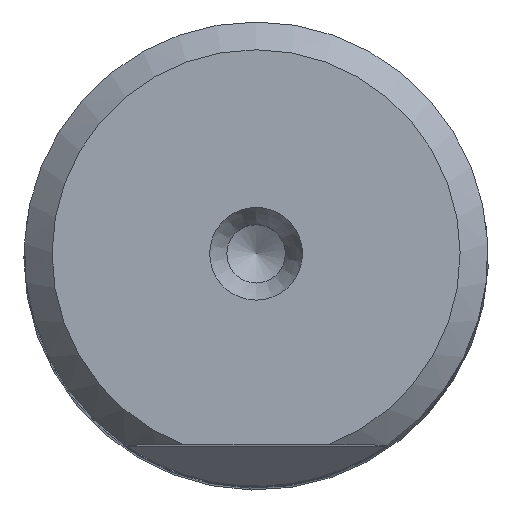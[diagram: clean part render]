
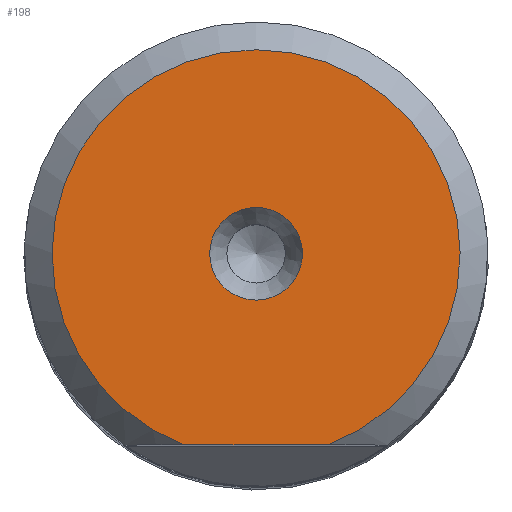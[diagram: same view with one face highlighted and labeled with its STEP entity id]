
A CAD part, top view. The second image highlights one B-rep face of the part: STEP entity #198.
In plain terms, the highlighted planar face has unit normal (0, 0, 1).
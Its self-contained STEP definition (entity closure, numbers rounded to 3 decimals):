
#92=LINE('',#705,#113);
#113=VECTOR('',#577,1.);
#154=FACE_BOUND('',#253,.T.);
#155=FACE_BOUND('',#254,.T.);
#198=ADVANCED_FACE('',(#154,#155),#227,.T.);
#227=PLANE('',#516);
#253=EDGE_LOOP('',(#309));
#254=EDGE_LOOP('',(#310,#311));
#309=ORIENTED_EDGE('',*,*,#436,.T.);
#310=ORIENTED_EDGE('',*,*,#437,.F.);
#311=ORIENTED_EDGE('',*,*,#438,.T.);
#397=VERTEX_POINT('',#704);
#398=VERTEX_POINT('',#706);
#399=VERTEX_POINT('',#707);
#436=EDGE_CURVE('',#397,#397,#482,.T.);
#437=EDGE_CURVE('',#398,#399,#92,.T.);
#438=EDGE_CURVE('',#398,#399,#483,.T.);
#482=CIRCLE('',#514,2.5);
#483=CIRCLE('',#515,10.997);
#514=AXIS2_PLACEMENT_3D('',#703,#575,#576);
#515=AXIS2_PLACEMENT_3D('',#708,#578,#579);
#516=AXIS2_PLACEMENT_3D('',#709,#580,#581);
#575=DIRECTION('',(0.,0.,-1.));
#576=DIRECTION('',(0.,-1.,0.));
#577=DIRECTION('',(-1.,0.,0.));
#578=DIRECTION('',(0.,0.,1.));
#579=DIRECTION('',(-1.,0.,0.));
#580=DIRECTION('',(0.,0.,1.));
#581=DIRECTION('',(-1.,0.,0.));
#703=CARTESIAN_POINT('',(0.,0.,94.5));
#704=CARTESIAN_POINT('',(0.,-2.5,94.5));
#705=CARTESIAN_POINT('',(0.,-10.303,94.5));
#706=CARTESIAN_POINT('',(3.843,-10.303,94.5));
#707=CARTESIAN_POINT('',(-3.843,-10.303,94.5));
#708=CARTESIAN_POINT('',(0.,0.,94.5));
#709=CARTESIAN_POINT('',(0.,0.,94.5));
